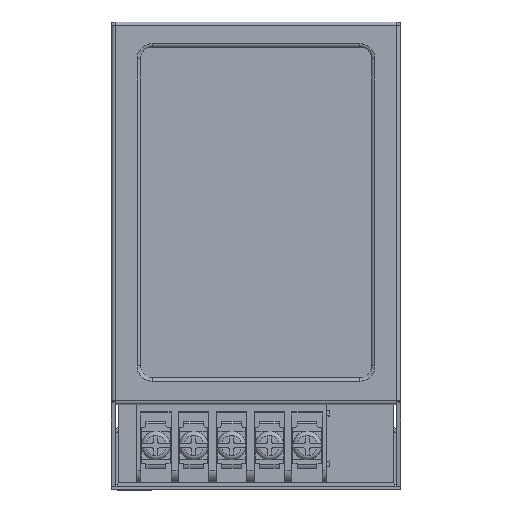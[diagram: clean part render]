
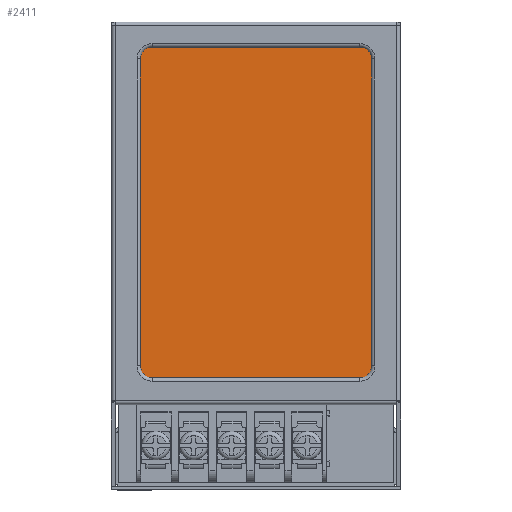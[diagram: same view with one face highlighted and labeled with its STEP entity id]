
A CAD part, top view. The second image highlights one B-rep face of the part: STEP entity #2411.
In plain terms, the highlighted face is planar.
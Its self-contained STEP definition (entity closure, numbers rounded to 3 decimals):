
#1628=CIRCLE('',#16577,2.);
#1629=CIRCLE('',#16578,2.);
#1630=CIRCLE('',#16579,2.);
#1631=CIRCLE('',#16580,2.);
#2411=ADVANCED_FACE('',(#3715),#3131,.F.);
#3131=PLANE('',#16581);
#3715=FACE_OUTER_BOUND('',#4606,.T.);
#4606=EDGE_LOOP('',(#6457,#6458,#6459,#6460,#6461,#6462,#6463,#6464));
#6457=ORIENTED_EDGE('',*,*,#11939,.F.);
#6458=ORIENTED_EDGE('',*,*,#11940,.F.);
#6459=ORIENTED_EDGE('',*,*,#11941,.F.);
#6460=ORIENTED_EDGE('',*,*,#11942,.F.);
#6461=ORIENTED_EDGE('',*,*,#11943,.F.);
#6462=ORIENTED_EDGE('',*,*,#11944,.F.);
#6463=ORIENTED_EDGE('',*,*,#11945,.F.);
#6464=ORIENTED_EDGE('',*,*,#11946,.F.);
#10229=VERTEX_POINT('',#22959);
#10230=VERTEX_POINT('',#22960);
#10231=VERTEX_POINT('',#22962);
#10232=VERTEX_POINT('',#22964);
#10233=VERTEX_POINT('',#22966);
#10234=VERTEX_POINT('',#22968);
#10235=VERTEX_POINT('',#22970);
#10236=VERTEX_POINT('',#22972);
#11939=EDGE_CURVE('',#10229,#10230,#1628,.T.);
#11940=EDGE_CURVE('',#10231,#10229,#14020,.T.);
#11941=EDGE_CURVE('',#10232,#10231,#1629,.T.);
#11942=EDGE_CURVE('',#10233,#10232,#14021,.T.);
#11943=EDGE_CURVE('',#10234,#10233,#1630,.T.);
#11944=EDGE_CURVE('',#10235,#10234,#14022,.T.);
#11945=EDGE_CURVE('',#10236,#10235,#1631,.T.);
#11946=EDGE_CURVE('',#10230,#10236,#14023,.T.);
#14020=LINE('',#22961,#15289);
#14021=LINE('',#22965,#15290);
#14022=LINE('',#22969,#15291);
#14023=LINE('',#22973,#15292);
#15289=VECTOR('',#18823,1.);
#15290=VECTOR('',#18826,1.);
#15291=VECTOR('',#18829,1.);
#15292=VECTOR('',#18832,1.);
#16577=AXIS2_PLACEMENT_3D('',#22958,#18821,#18822);
#16578=AXIS2_PLACEMENT_3D('',#22963,#18824,#18825);
#16579=AXIS2_PLACEMENT_3D('',#22967,#18827,#18828);
#16580=AXIS2_PLACEMENT_3D('',#22971,#18830,#18831);
#16581=AXIS2_PLACEMENT_3D('',#22974,#18833,#18834);
#18821=DIRECTION('',(0.,0.,1.));
#18822=DIRECTION('',(1.,0.,0.));
#18823=DIRECTION('',(-1.,0.,0.));
#18824=DIRECTION('',(0.,0.,1.));
#18825=DIRECTION('',(1.,0.,0.));
#18826=DIRECTION('',(0.,1.,0.));
#18827=DIRECTION('',(0.,0.,1.));
#18828=DIRECTION('',(1.,0.,0.));
#18829=DIRECTION('',(1.,0.,0.));
#18830=DIRECTION('',(0.,0.,1.));
#18831=DIRECTION('',(1.,0.,0.));
#18832=DIRECTION('',(0.,-1.,0.));
#18833=DIRECTION('',(0.,0.,1.));
#18834=DIRECTION('',(1.,0.,0.));
#22958=CARTESIAN_POINT('',(-17.4,25.9,0.4));
#22959=CARTESIAN_POINT('',(-17.4,27.9,0.4));
#22960=CARTESIAN_POINT('',(-19.4,25.9,0.4));
#22961=CARTESIAN_POINT('',(17.4,27.9,0.4));
#22962=CARTESIAN_POINT('',(17.4,27.9,0.4));
#22963=CARTESIAN_POINT('',(17.4,25.9,0.4));
#22964=CARTESIAN_POINT('',(19.4,25.9,0.4));
#22965=CARTESIAN_POINT('',(19.4,-25.6,0.4));
#22966=CARTESIAN_POINT('',(19.4,-25.6,0.4));
#22967=CARTESIAN_POINT('',(17.4,-25.6,0.4));
#22968=CARTESIAN_POINT('',(17.4,-27.6,0.4));
#22969=CARTESIAN_POINT('',(-17.4,-27.6,0.4));
#22970=CARTESIAN_POINT('',(-17.4,-27.6,0.4));
#22971=CARTESIAN_POINT('',(-17.4,-25.6,0.4));
#22972=CARTESIAN_POINT('',(-19.4,-25.6,0.4));
#22973=CARTESIAN_POINT('',(-19.4,25.9,0.4));
#22974=CARTESIAN_POINT('',(-17.4,25.9,0.4));
